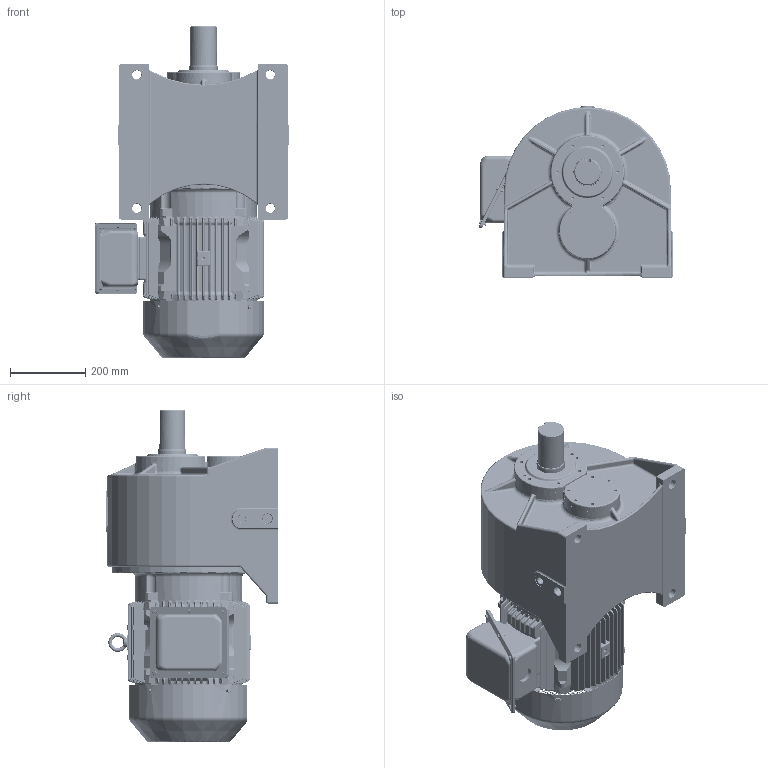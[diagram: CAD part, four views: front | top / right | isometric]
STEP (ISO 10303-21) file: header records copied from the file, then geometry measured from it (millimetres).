
FILE_DESCRIPTION(/* description */ ('Unknown'),/* implementation_level */ '2;1');
FILE_NAME(/* name */ 'EK2DO07182_F_11KW_R30_CUSTOMER',/* time_stamp */ '2019-06-24T10:47:50+09:00',/* author */ ('Unknown'),/* organization */ ('Unknown'),/* preprocessor_version */ 'ST-DEVELOPER v16.7',/* originating_system */ 'DEX',/* authorisation */ $);
FILE_SCHEMA (('AP242_MANAGED_MODEL_BASED_3D_ENGINEERING_MIM_LF { 1 0 10303 442 1 1 4 }','AUTOMOTIVE_DESIGN {1 0 10303 214 3 1 1}'));
Products named in the file (22): EK2DO07182_F_11KW_R30_CUSTOMER; DKA0100015_DGKC0082_Casing_CUSTOMER; DKA0800201_DGKB0057(11~15KW_1_30_Motor Bracket)_CUSTOMER; DKA0700003_DGKD0283; DKD0300005_DGKD4099; Oil Seal(75x100x13); Oil Seal(75x100x13) ｽｺﾇﾁ; DKD0300004_DGKD4098; 4-2 FR.160M ROUND FRAME_CUSTOMER; 1-2 FR.160M ROUND FRAME+嬴檜r; FR.160M_ROUND_DMA0300850; M12_嬴檜; 2-1 �ݺ��� �����+��켓+후드+볼트; DSMW10387_饶3; M6x8_饶靛; 3-1 FR.160~180辨 繹っ; DSMW10142_欽濠4; 陛蝶鰍_; DSMW10143_ī1; M6x15_蘋夥_
Assembly tree (29 placements, depth 4):
  EK2DO07182_F_11KW_R30_CUSTOMER
    DKA0100015_DGKC0082_Casing_CUSTOMER
    DKA0800201_DGKB0057(11~15KW_1_30_Motor Bracket)_CUSTOMER
    DKA0700003_DGKD0283
    DKD0300005_DGKD4099
    Oil Seal(75x100x13)
      Oil Seal(75x100x13)
      Oil Seal(75x100x13) ｽｺﾇﾁ
    DKD0300004_DGKD4098
    4-2 FR.160M ROUND FRAME_CUSTOMER
      1-2 FR.160M ROUND FRAME+嬴檜r
        FR.160M_ROUND_DMA0300850
        M12_嬴檜
      2-1 �ݺ��� �����+��켓+후드+볼트
        DSMW10387_饶3
        M6x8_饶靛  x4
      3-1 FR.160~180辨 繹っ
        DSMW10142_欽濠4
        陛蝶鰍_
        DSMW10143_ī1
        陛蝶鰍_
        M6x15_蘋夥_  x6
Bounding box: 517.14 x 455 x 883.15 mm (x, y, z)
Volume: 75671889.2 mm3; surface area: 3028398.8 mm2
Topology: 24 solids, 24 shells, 5870 faces, 15554 edges, 9726 vertices
Faces by surface type: cylinder 2365, plane 1820, bspline 1142, torus 270, cone 221, sphere 52
Full cylindrical faces by diameter (mm): 2.6 x4, 5 x6, 6 x10, 6.647 x26, 7 x12, 8 x6, 8.376 x12, 9 x11, 9.4 x1, 10 x4, 10.106 x16, 11 x4, 12 x9, 13.835 x2, 14 x6, 20.376 x3, 24 x4, 25 x1, 25.279 x1, 32 x2, 35 x1, 42 x1, 65 x1, 70 x2, 75 x1, 78 x1, 79.8 x1, 85 x1, 90 x1, 96 x1
Entity records: 193512 total; most frequent: CARTESIAN_POINT 55186, ORIENTED_EDGE 29618, DIRECTION 27927, EDGE_CURVE 14809, AXIS2_PLACEMENT_3D 10549, VERTEX_POINT 9426, LINE 6829, VECTOR 6829
